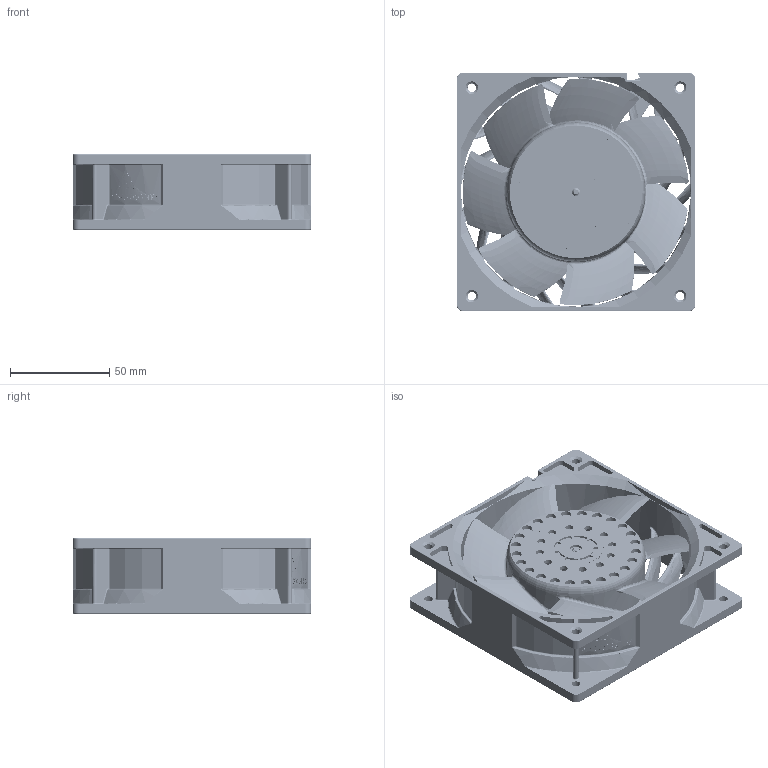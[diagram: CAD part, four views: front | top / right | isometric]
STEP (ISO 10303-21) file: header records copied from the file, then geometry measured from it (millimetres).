
FILE_DESCRIPTION (( 'STEP AP203' ), '1' );
FILE_NAME ('THC1248ME 2017-07-14.STEP', '2017-07-14T08:06:23', ( 'Delta Electronics TW Corp' ), ( 'Delta Electronics TW Corp' ), 'SwSTEP 2.0', 'SolidWorks 2011', '' );
FILE_SCHEMA (( 'CONFIG_CONTROL_DESIGN' ));
Length unit declared in the file: millimetre
Products named in the file (14): THC1248ME 2017-07-14; stator frame-17pcs--模具品-20140221; 橡膠蓋子-20140224; Sealant_20170424; Fan Assy; 修正後固定銅套; Final Fan modify -模具品; Case Assy _Bushing; Case 射包件; Final shaft-wf; Case for Bushing; Bushing for Case; Bearing; Pillow_20170424
Assembly tree (14 placements, depth 3):
  THC1248ME 2017-07-14
    Pillow_20170424
    Fan Assy
      修正後固定銅套
      Final Fan modify -模具品
    Case Assy _Bushing
      Case 射包件
      Final shaft-wf
      Case for Bushing
      Bushing for Case
    stator frame-17pcs--模具品-20140221
    橡膠蓋子-20140224
    Sealant_20170424
    Bearing  x2
Bounding box: 120 x 120 x 38.1 mm (x, y, z)
Volume: 136766.4 mm3; surface area: 151164.3 mm2
Topology: 12 solids, 12 shells, 4864 faces, 12268 edges, 7544 vertices
Faces by surface type: cylinder 1441, bspline 1432, plane 1207, torus 451, sphere 169, cone 164
Entity records: 223377 total; most frequent: CARTESIAN_POINT 115615, ORIENTED_EDGE 24274, DIRECTION 19980, EDGE_CURVE 12137, AXIS2_PLACEMENT_3D 8105, VERTEX_POINT 7484, EDGE_LOOP 5129, ADVANCED_FACE 4826
